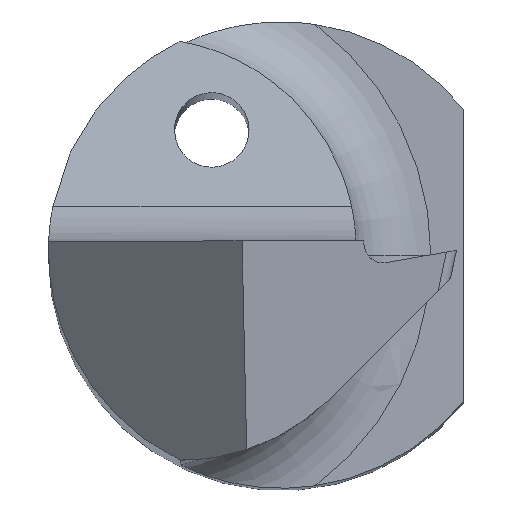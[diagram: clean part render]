
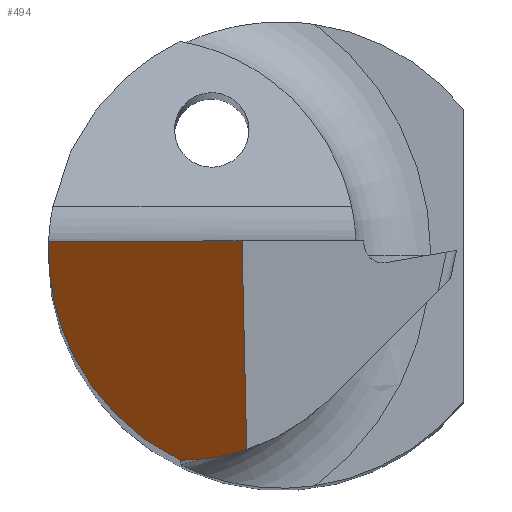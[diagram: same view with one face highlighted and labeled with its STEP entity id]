
A CAD part, top view. The second image highlights one B-rep face of the part: STEP entity #494.
In plain terms, the highlighted planar face has unit normal (-0.706, -0.052, 0.706).
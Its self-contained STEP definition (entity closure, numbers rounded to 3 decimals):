
#8 = VERTEX_POINT ( 'NONE', #764 ) ;
#19 = EDGE_LOOP ( 'NONE', ( #237, #204, #889, #737, #400 ) ) ;
#45 = AXIS2_PLACEMENT_3D ( 'NONE', #654, #458, #388 ) ;
#48 = VECTOR ( 'NONE', #340, 1000. ) ;
#62 = CARTESIAN_POINT ( 'NONE',  ( -2.499, 0.067, 42.853 ) ) ;
#66 = CARTESIAN_POINT ( 'NONE',  ( -2.498, 0.1, 42.857 ) ) ;
#67 = CARTESIAN_POINT ( 'NONE',  ( -2.5, -0.985, 42.774 ) ) ;
#140 = CARTESIAN_POINT ( 'NONE',  ( -0.425, 0.1, 44.93 ) ) ;
#145 = CARTESIAN_POINT ( 'NONE',  ( -1.09, -2.25, 44.091 ) ) ;
#204 = ORIENTED_EDGE ( 'NONE', *, *, #542, .F. ) ;
#237 = ORIENTED_EDGE ( 'NONE', *, *, #372, .F. ) ;
#283 = CARTESIAN_POINT ( 'NONE',  ( -2.5, 0.033, 42.85 ) ) ;
#287 = CARTESIAN_POINT ( 'NONE',  ( -0.423, 0.024, 44.926 ) ) ;
#292 = CARTESIAN_POINT ( 'NONE',  ( -2.5, 0., 42.848 ) ) ;
#294 =( BOUNDED_CURVE ( )  B_SPLINE_CURVE ( 3, ( #828, #283, #62, #66 ),
 .UNSPECIFIED., .F., .T. ) 
 B_SPLINE_CURVE_WITH_KNOTS ( ( 4, 4 ),
 ( 0.074, 0.114 ),
 .UNSPECIFIED. ) 
 CURVE ( )  GEOMETRIC_REPRESENTATION_ITEM ( )  RATIONAL_B_SPLINE_CURVE ( ( 1., 1., 1., 1. ) ) 
 REPRESENTATION_ITEM ( '' )  );
#313 = CARTESIAN_POINT ( 'NONE',  ( -0.375, -2.137, 44.814 ) ) ;
#340 = DIRECTION ( 'NONE',  ( 0.707, 0., 0.707 ) ) ;
#347 = CARTESIAN_POINT ( 'NONE',  ( -1.977, -1.82, 43.236 ) ) ;
#350 = DIRECTION ( 'NONE',  ( -0.022, 0.998, 0.052 ) ) ;
#355 = VERTEX_POINT ( 'NONE', #292 ) ;
#372 = EDGE_CURVE ( 'NONE', #8, #355, #541, .T. ) ;
#387 = CARTESIAN_POINT ( 'NONE',  ( -0.846, -2.251, 44.334 ) ) ;
#388 = DIRECTION ( 'NONE',  ( 0.707, 0., 0.707 ) ) ;
#389 = FACE_OUTER_BOUND ( 'NONE', #19, .T. ) ;
#400 = ORIENTED_EDGE ( 'NONE', *, *, #785, .F. ) ;
#426 = EDGE_CURVE ( 'NONE', #689, #871, #495, .T. ) ;
#427 = LINE ( 'NONE', #757, #48 ) ;
#431 = CARTESIAN_POINT ( 'NONE',  ( -2.5, 0., 42.848 ) ) ;
#439 = CARTESIAN_POINT ( 'NONE',  ( -0.606, -2.212, 44.577 ) ) ;
#458 = DIRECTION ( 'NONE',  ( -0.706, -0.052, 0.706 ) ) ;
#481 = CARTESIAN_POINT ( 'NONE',  ( -0.375, -2.137, 44.814 ) ) ;
#494 = ADVANCED_FACE ( 'NONE', ( #389 ), #861, .T. ) ;
#495 = LINE ( 'NONE', #287, #710 ) ;
#541 =( BOUNDED_CURVE ( )  B_SPLINE_CURVE ( 3, ( #145, #347, #67, #431 ),
 .UNSPECIFIED., .F., .T. ) 
 B_SPLINE_CURVE_WITH_KNOTS ( ( 4, 4 ),
 ( 5.237, 6.357 ),
 .UNSPECIFIED. ) 
 CURVE ( )  GEOMETRIC_REPRESENTATION_ITEM ( )  RATIONAL_B_SPLINE_CURVE ( ( 1., 0.898, 0.898, 1. ) ) 
 REPRESENTATION_ITEM ( '' )  );
#542 = EDGE_CURVE ( 'NONE', #689, #8, #885, .T. ) ;
#612 = VERTEX_POINT ( 'NONE', #709 ) ;
#654 = CARTESIAN_POINT ( 'NONE',  ( -1.425, 0.1, 43.93 ) ) ;
#657 = CARTESIAN_POINT ( 'NONE',  ( -1.09, -2.25, 44.091 ) ) ;
#689 = VERTEX_POINT ( 'NONE', #481 ) ;
#709 = CARTESIAN_POINT ( 'NONE',  ( -2.498, 0.1, 42.857 ) ) ;
#710 = VECTOR ( 'NONE', #350, 1000. ) ;
#737 = ORIENTED_EDGE ( 'NONE', *, *, #903, .F. ) ;
#757 = CARTESIAN_POINT ( 'NONE',  ( -1.425, 0.1, 43.93 ) ) ;
#764 = CARTESIAN_POINT ( 'NONE',  ( -1.09, -2.25, 44.091 ) ) ;
#785 = EDGE_CURVE ( 'NONE', #355, #612, #294, .T. ) ;
#828 = CARTESIAN_POINT ( 'NONE',  ( -2.5, 0., 42.848 ) ) ;
#861 = PLANE ( 'NONE',  #45 ) ;
#871 = VERTEX_POINT ( 'NONE', #140 ) ;
#885 =( BOUNDED_CURVE ( )  B_SPLINE_CURVE ( 3, ( #313, #439, #387, #657 ),
 .UNSPECIFIED., .F., .T. ) 
 B_SPLINE_CURVE_WITH_KNOTS ( ( 4, 4 ),
 ( 1.329, 1.647 ),
 .UNSPECIFIED. ) 
 CURVE ( )  GEOMETRIC_REPRESENTATION_ITEM ( )  RATIONAL_B_SPLINE_CURVE ( ( 1., 0.992, 0.992, 1. ) ) 
 REPRESENTATION_ITEM ( '' )  );
#889 = ORIENTED_EDGE ( 'NONE', *, *, #426, .T. ) ;
#903 = EDGE_CURVE ( 'NONE', #612, #871, #427, .T. ) ;
